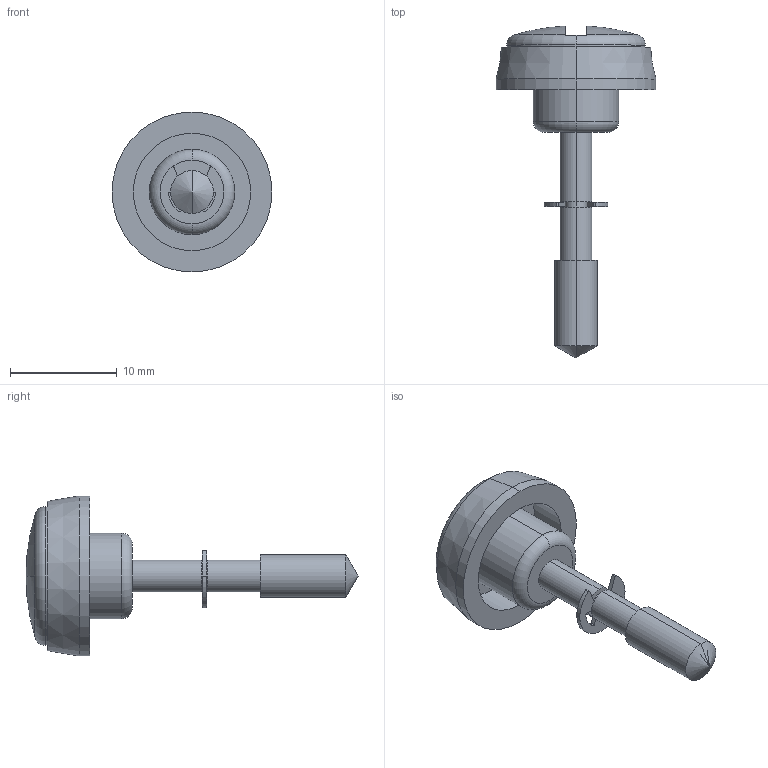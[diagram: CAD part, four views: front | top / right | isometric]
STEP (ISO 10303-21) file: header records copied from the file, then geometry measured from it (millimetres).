
FILE_DESCRIPTION (( 'STEP AP203' ), '1' );
FILE_NAME ('AP-176-10.STEP', '2015-09-08T09:08:11', ( '' ), ( '' ), 'SwSTEP 2.0', 'SolidWorks 2012', '' );
FILE_SCHEMA (( 'CONFIG_CONTROL_DESIGN' ));
Length unit declared in the file: millimetre
Products named in the file (3): AP-176本体__AP-176-10; Φ2.5用E形止め輪; AP-176-10
Assembly tree (2 placements, depth 2):
  AP-176-10
    AP-176本体__AP-176-10
    Φ2.5用E形止め輪
Bounding box: 15 x 31.13 x 15 mm (x, y, z)
Volume: 1072.1 mm3; surface area: 1144.5 mm2
Topology: 2 solids, 2 shells, 61 faces, 145 edges, 93 vertices
Faces by surface type: cylinder 32, plane 17, torus 4, cone 4, sphere 4
Entity records: 2100 total; most frequent: DIRECTION 349, CARTESIAN_POINT 330, ORIENTED_EDGE 286, AXIS2_PLACEMENT_3D 148, EDGE_CURVE 143, VERTEX_POINT 93, CIRCLE 82, EDGE_LOOP 68
